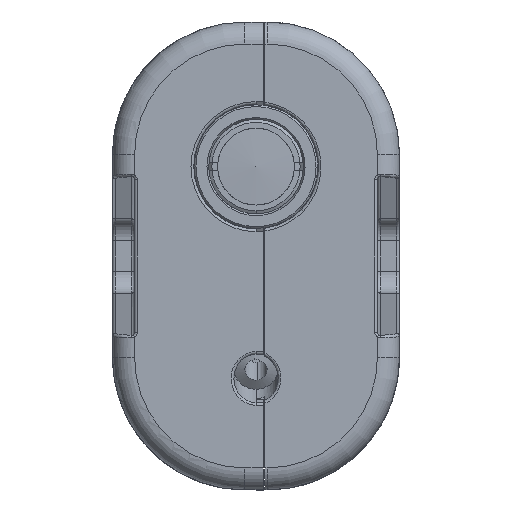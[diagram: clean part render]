
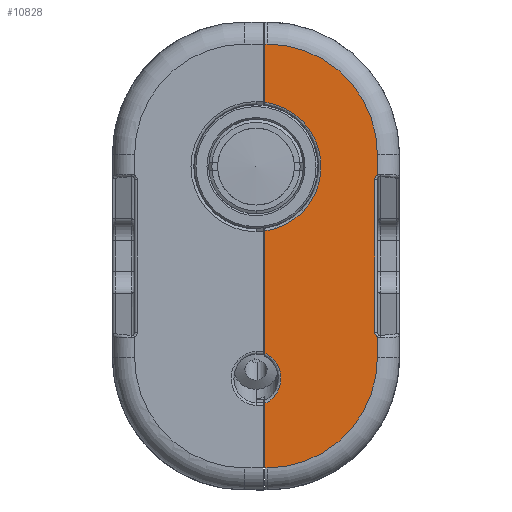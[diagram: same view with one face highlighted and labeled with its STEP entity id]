
A CAD part, left-side view. The second image highlights one B-rep face of the part: STEP entity #10828.
In plain terms, the highlighted planar face has unit normal (-1, 0, 0).
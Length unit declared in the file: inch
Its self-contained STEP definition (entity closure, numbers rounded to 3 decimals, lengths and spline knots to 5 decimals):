
#24 = LINE ( 'NONE', #11048, #8993 ) ;
#116 = VERTEX_POINT ( 'NONE', #7951 ) ;
#138 = DIRECTION ( 'NONE',  ( 1., 0., 0. ) ) ;
#140 = ORIENTED_EDGE ( 'NONE', *, *, #1639, .T. ) ;
#321 = CARTESIAN_POINT ( 'NONE',  ( -1.52637, -0.05, 0.69387 ) ) ;
#578 = DIRECTION ( 'NONE',  ( 1., 0., 0. ) ) ;
#778 = VERTEX_POINT ( 'NONE', #9734 ) ;
#802 = CARTESIAN_POINT ( 'NONE',  ( -1.52637, -0.67799, -0.05263 ) ) ;
#871 = CARTESIAN_POINT ( 'NONE',  ( -1.52637, -0.6725, -0.93891 ) ) ;
#876 = VERTEX_POINT ( 'NONE', #321 ) ;
#953 = VERTEX_POINT ( 'NONE', #9115 ) ;
#1057 = EDGE_CURVE ( 'NONE', #10501, #876, #4045, .T. ) ;
#1293 = CARTESIAN_POINT ( 'NONE',  ( -1.52637, -0.05, -1.05729 ) ) ;
#1363 = CARTESIAN_POINT ( 'NONE',  ( -1.52637, -0.05, 0. ) ) ;
#1620 = CARTESIAN_POINT ( 'NONE',  ( -1.52637, -0.0625, 0.69387 ) ) ;
#1639 = EDGE_CURVE ( 'NONE', #953, #10073, #8867, .T. ) ;
#1713 = DIRECTION ( 'NONE',  ( -1., 0., 0. ) ) ;
#1728 = EDGE_CURVE ( 'NONE', #3058, #116, #24, .T. ) ;
#1731 = ORIENTED_EDGE ( 'NONE', *, *, #11008, .T. ) ;
#1783 = AXIS2_PLACEMENT_3D ( 'NONE', #9240, #3838, #10151 ) ;
#2163 = CARTESIAN_POINT ( 'NONE',  ( -1.52637, -0.19359, -1.2819 ) ) ;
#2240 = VECTOR ( 'NONE', #3004, 39.37008 ) ;
#2244 = CARTESIAN_POINT ( 'NONE',  ( -1.52637, -0.6725, -0.07322 ) ) ;
#2309 = ORIENTED_EDGE ( 'NONE', *, *, #9429, .T. ) ;
#2350 = DIRECTION ( 'NONE',  ( 0., 0., 1. ) ) ;
#2419 = CIRCLE ( 'NONE', #3884, 0.625 ) ;
#2571 = VECTOR ( 'NONE', #7632, 39.37008 ) ;
#2982 = ORIENTED_EDGE ( 'NONE', *, *, #1057, .T. ) ;
#3004 = DIRECTION ( 'NONE',  ( 0., 0., 1. ) ) ;
#3005 = ORIENTED_EDGE ( 'NONE', *, *, #11516, .T. ) ;
#3037 = LINE ( 'NONE', #7531, #9948 ) ;
#3058 = VERTEX_POINT ( 'NONE', #5440 ) ;
#3228 = EDGE_CURVE ( 'NONE', #3468, #9489, #3360, .T. ) ;
#3250 = DIRECTION ( 'NONE',  ( 0., 0., 1. ) ) ;
#3354 = VERTEX_POINT ( 'NONE', #7260 ) ;
#3360 = LINE ( 'NONE', #8928, #10685 ) ;
#3468 = VERTEX_POINT ( 'NONE', #7515 ) ;
#3533 = CARTESIAN_POINT ( 'NONE',  ( -1.52637, -0.67799, -0.95949 ) ) ;
#3612 = VERTEX_POINT ( 'NONE', #8061 ) ;
#3760 = EDGE_CURVE ( 'NONE', #8218, #9669, #7608, .T. ) ;
#3838 = DIRECTION ( 'NONE',  ( -1., 0., 0. ) ) ;
#3884 = AXIS2_PLACEMENT_3D ( 'NONE', #7115, #1713, #8005 ) ;
#3942 = CARTESIAN_POINT ( 'NONE',  ( -1.52637, -0.05, -1.05729 ) ) ;
#4013 = CARTESIAN_POINT ( 'NONE',  ( -1.52637, -0.05, 0. ) ) ;
#4045 = LINE ( 'NONE', #4940, #6173 ) ;
#4156 = VECTOR ( 'NONE', #2350, 39.37008 ) ;
#4200 = VECTOR ( 'NONE', #11384, 39.37008 ) ;
#4601 = EDGE_CURVE ( 'NONE', #116, #10501, #9413, .T. ) ;
#4717 = LINE ( 'NONE', #1363, #4156 ) ;
#4828 = CARTESIAN_POINT ( 'NONE',  ( -1.52637, -0.6725, -0.0567 ) ) ;
#4855 = DIRECTION ( 'NONE',  ( 0., 0., 1. ) ) ;
#4940 = CARTESIAN_POINT ( 'NONE',  ( -1.52637, 0.8125, 0.69387 ) ) ;
#5312 = DIRECTION ( 'NONE',  ( 0., 0., 1. ) ) ;
#5387 = FACE_OUTER_BOUND ( 'NONE', #8130, .T. ) ;
#5440 = CARTESIAN_POINT ( 'NONE',  ( -1.52637, -0.6875, -0.04712 ) ) ;
#5509 = CARTESIAN_POINT ( 'NONE',  ( -1.52637, 0., 0. ) ) ;
#5940 = PLANE ( 'NONE',  #10162 ) ;
#5947 = DIRECTION ( 'NONE',  ( 0., 1., 0. ) ) ;
#6097 = EDGE_CURVE ( 'NONE', #10373, #778, #3037, .T. ) ;
#6173 = VECTOR ( 'NONE', #5947, 39.37008 ) ;
#6240 = CARTESIAN_POINT ( 'NONE',  ( -1.52637, -0.6725, -0.94994 ) ) ;
#6331 = CARTESIAN_POINT ( 'NONE',  ( -1.52637, -0.6875, -0.96501 ) ) ;
#6390 = ORIENTED_EDGE ( 'NONE', *, *, #6536, .T. ) ;
#6394 = DIRECTION ( 'NONE',  ( 0., 0., -1. ) ) ;
#6536 = EDGE_CURVE ( 'NONE', #10373, #3354, #8477, .T. ) ;
#6703 = EDGE_CURVE ( 'NONE', #3612, #876, #4717, .T. ) ;
#6841 = DIRECTION ( 'NONE',  ( 0., 0., -1. ) ) ;
#7007 = ORIENTED_EDGE ( 'NONE', *, *, #6703, .F. ) ;
#7065 = CARTESIAN_POINT ( 'NONE',  ( -1.52637, -0.6875, -0.04712 ) ) ;
#7115 = CARTESIAN_POINT ( 'NONE',  ( -1.52637, -0.0625, -1.081 ) ) ;
#7260 = CARTESIAN_POINT ( 'NONE',  ( -1.52637, -0.05, -1.34081 ) ) ;
#7513 = CARTESIAN_POINT ( 'NONE',  ( -1.52637, -0.0625, -1.706 ) ) ;
#7515 = CARTESIAN_POINT ( 'NONE',  ( -1.52637, -0.6875, -1.081 ) ) ;
#7531 = CARTESIAN_POINT ( 'NONE',  ( -1.52637, -0.05, 0. ) ) ;
#7608 = LINE ( 'NONE', #4828, #2240 ) ;
#7632 = DIRECTION ( 'NONE',  ( 0., 0., 1. ) ) ;
#7934 = CARTESIAN_POINT ( 'NONE',  ( -1.52637, -0.6725, -0.07322 ) ) ;
#7951 = CARTESIAN_POINT ( 'NONE',  ( -1.52637, -0.6875, 0.06887 ) ) ;
#8004 = ORIENTED_EDGE ( 'NONE', *, *, #4601, .T. ) ;
#8005 = DIRECTION ( 'NONE',  ( 0., 0., -1. ) ) ;
#8043 = CARTESIAN_POINT ( 'NONE',  ( -1.52637, -0.6725, -0.93891 ) ) ;
#8061 = CARTESIAN_POINT ( 'NONE',  ( -1.52637, -0.05, 0.36471 ) ) ;
#8130 = EDGE_LOOP ( 'NONE', ( #11596, #140, #1731, #8923, #3005, #10689, #2309, #9752, #8004, #2982, #7007, #10377, #10004, #6390 ) ) ;
#8178 = CIRCLE ( 'NONE', #8684, 0.36812 ) ;
#8188 =( BOUNDED_CURVE ( )  B_SPLINE_CURVE ( 3, ( #9843, #3533, #6240, #871 ),
 .UNSPECIFIED., .F., .F. ) 
 B_SPLINE_CURVE_WITH_KNOTS ( ( 4, 4 ),
 ( 3.66519, 4.71239 ),
 .UNSPECIFIED. ) 
 CURVE ( )  GEOMETRIC_REPRESENTATION_ITEM ( )  RATIONAL_B_SPLINE_CURVE ( ( 1., 0.911, 0.911, 1. ) ) 
 REPRESENTATION_ITEM ( '' )  );
#8218 = VERTEX_POINT ( 'NONE', #8043 ) ;
#8445 = CARTESIAN_POINT ( 'NONE',  ( -1.52637, -0.05, -1.34081 ) ) ;
#8477 =( BOUNDED_CURVE ( )  B_SPLINE_CURVE ( 3, ( #3942, #9333, #2163, #8445 ),
 .UNSPECIFIED., .F., .F. ) 
 B_SPLINE_CURVE_WITH_KNOTS ( ( 4, 4 ),
 ( 3.5051, 5.91968 ),
 .UNSPECIFIED. ) 
 CURVE ( )  GEOMETRIC_REPRESENTATION_ITEM ( )  RATIONAL_B_SPLINE_CURVE ( ( 1., 0.57, 0.57, 1. ) ) 
 REPRESENTATION_ITEM ( '' )  );
#8684 = AXIS2_PLACEMENT_3D ( 'NONE', #5509, #138, #6394 ) ;
#8867 = LINE ( 'NONE', #9117, #4200 ) ;
#8923 = ORIENTED_EDGE ( 'NONE', *, *, #3228, .T. ) ;
#8928 = CARTESIAN_POINT ( 'NONE',  ( -1.52637, -0.6875, -1.831 ) ) ;
#8993 = VECTOR ( 'NONE', #3250, 39.37008 ) ;
#9059 =( BOUNDED_CURVE ( )  B_SPLINE_CURVE ( 3, ( #7934, #11559, #802, #7065 ),
 .UNSPECIFIED., .F., .F. ) 
 B_SPLINE_CURVE_WITH_KNOTS ( ( 4, 4 ),
 ( 4.71239, 5.75959 ),
 .UNSPECIFIED. ) 
 CURVE ( )  GEOMETRIC_REPRESENTATION_ITEM ( )  RATIONAL_B_SPLINE_CURVE ( ( 1., 0.911, 0.911, 1. ) ) 
 REPRESENTATION_ITEM ( '' )  );
#9115 = CARTESIAN_POINT ( 'NONE',  ( -1.52637, -0.05, -1.706 ) ) ;
#9117 = CARTESIAN_POINT ( 'NONE',  ( -1.52637, 0.8125, -1.706 ) ) ;
#9240 = CARTESIAN_POINT ( 'NONE',  ( -1.52637, -0.0625, 0.06887 ) ) ;
#9333 = CARTESIAN_POINT ( 'NONE',  ( -1.52637, -0.19359, -1.11621 ) ) ;
#9413 = CIRCLE ( 'NONE', #1783, 0.625 ) ;
#9429 = EDGE_CURVE ( 'NONE', #9669, #3058, #9059, .T. ) ;
#9489 = VERTEX_POINT ( 'NONE', #6331 ) ;
#9669 = VERTEX_POINT ( 'NONE', #2244 ) ;
#9699 = EDGE_CURVE ( 'NONE', #953, #3354, #9785, .T. ) ;
#9734 = CARTESIAN_POINT ( 'NONE',  ( -1.52637, -0.05, -0.36471 ) ) ;
#9752 = ORIENTED_EDGE ( 'NONE', *, *, #1728, .T. ) ;
#9785 = LINE ( 'NONE', #4013, #2571 ) ;
#9843 = CARTESIAN_POINT ( 'NONE',  ( -1.52637, -0.6875, -0.96501 ) ) ;
#9948 = VECTOR ( 'NONE', #4855, 39.37008 ) ;
#10004 = ORIENTED_EDGE ( 'NONE', *, *, #6097, .F. ) ;
#10073 = VERTEX_POINT ( 'NONE', #7513 ) ;
#10151 = DIRECTION ( 'NONE',  ( 0., 0., -1. ) ) ;
#10162 = AXIS2_PLACEMENT_3D ( 'NONE', #11327, #578, #6841 ) ;
#10373 = VERTEX_POINT ( 'NONE', #1293 ) ;
#10377 = ORIENTED_EDGE ( 'NONE', *, *, #11226, .T. ) ;
#10501 = VERTEX_POINT ( 'NONE', #1620 ) ;
#10685 = VECTOR ( 'NONE', #5312, 39.37008 ) ;
#10689 = ORIENTED_EDGE ( 'NONE', *, *, #3760, .T. ) ;
#10828 = ADVANCED_FACE ( 'NONE', ( #5387 ), #5940, .F. ) ;
#11008 = EDGE_CURVE ( 'NONE', #10073, #3468, #2419, .T. ) ;
#11048 = CARTESIAN_POINT ( 'NONE',  ( -1.52637, -0.6875, -1.831 ) ) ;
#11226 = EDGE_CURVE ( 'NONE', #3612, #778, #8178, .T. ) ;
#11327 = CARTESIAN_POINT ( 'NONE',  ( -1.52637, 0.8125, -1.831 ) ) ;
#11384 = DIRECTION ( 'NONE',  ( 0., -1., 0. ) ) ;
#11516 = EDGE_CURVE ( 'NONE', #9489, #8218, #8188, .T. ) ;
#11559 = CARTESIAN_POINT ( 'NONE',  ( -1.52637, -0.6725, -0.06219 ) ) ;
#11596 = ORIENTED_EDGE ( 'NONE', *, *, #9699, .F. ) ;
